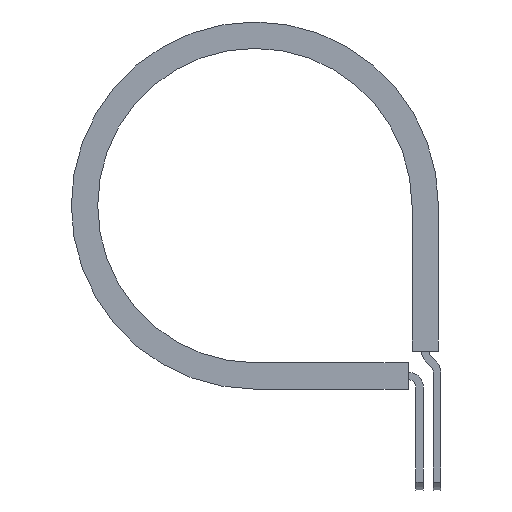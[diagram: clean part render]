
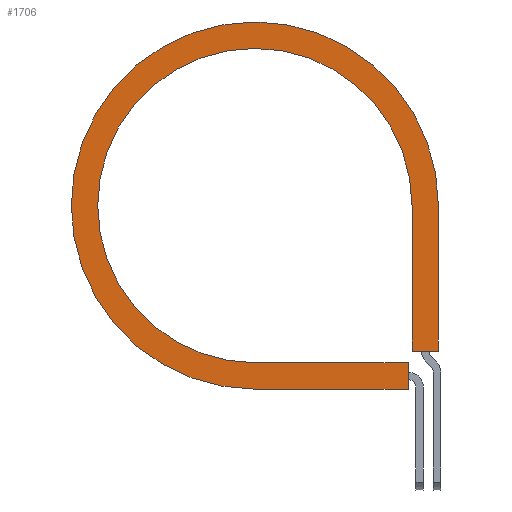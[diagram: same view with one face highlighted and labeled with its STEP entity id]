
A CAD part, front view. The second image highlights one B-rep face of the part: STEP entity #1706.
In plain terms, the highlighted planar face has unit normal (0, -1, 0).
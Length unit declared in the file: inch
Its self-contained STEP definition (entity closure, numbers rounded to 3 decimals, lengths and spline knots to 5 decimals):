
#21 = EDGE_CURVE ( 'NONE', #684, #165, #99, .T. ) ;
#87 = CARTESIAN_POINT ( 'NONE',  ( 1., -0.31, 0. ) ) ;
#97 = CARTESIAN_POINT ( 'NONE',  ( 1., -0.31, 0. ) ) ;
#99 = LINE ( 'NONE', #1648, #1504 ) ;
#100 = CARTESIAN_POINT ( 'NONE',  ( 0.9747, -0.31, -1.168 ) ) ;
#155 = ORIENTED_EDGE ( 'NONE', *, *, #327, .F. ) ;
#165 = VERTEX_POINT ( 'NONE', #278 ) ;
#175 = DIRECTION ( 'NONE',  ( 0., 0., -1. ) ) ;
#184 = ORIENTED_EDGE ( 'NONE', *, *, #1623, .F. ) ;
#232 = VECTOR ( 'NONE', #1285, 39.37008 ) ;
#236 = DIRECTION ( 'NONE',  ( 0., 0., -1. ) ) ;
#278 = CARTESIAN_POINT ( 'NONE',  ( 0.9747, -0.31, -1. ) ) ;
#327 = EDGE_CURVE ( 'NONE', #507, #1404, #1259, .T. ) ;
#372 = PLANE ( 'NONE',  #1331 ) ;
#473 = DIRECTION ( 'NONE',  ( 0., 0., -1. ) ) ;
#506 = FACE_OUTER_BOUND ( 'NONE', #692, .T. ) ;
#507 = VERTEX_POINT ( 'NONE', #669 ) ;
#566 = CARTESIAN_POINT ( 'NONE',  ( 0., -0.31, -1.168 ) ) ;
#589 = CARTESIAN_POINT ( 'NONE',  ( 1., -0.31, 0. ) ) ;
#593 = VECTOR ( 'NONE', #903, 39.37008 ) ;
#661 = CARTESIAN_POINT ( 'NONE',  ( 0., -0.31, 0. ) ) ;
#669 = CARTESIAN_POINT ( 'NONE',  ( 1.168, -0.31, 0. ) ) ;
#672 = LINE ( 'NONE', #702, #1348 ) ;
#684 = VERTEX_POINT ( 'NONE', #982 ) ;
#692 = EDGE_LOOP ( 'NONE', ( #184, #155, #1582, #988, #865, #1421, #872, #703 ) ) ;
#702 = CARTESIAN_POINT ( 'NONE',  ( 0.9747, -0.31, -1. ) ) ;
#703 = ORIENTED_EDGE ( 'NONE', *, *, #1362, .T. ) ;
#731 = LINE ( 'NONE', #589, #1754 ) ;
#757 = CARTESIAN_POINT ( 'NONE',  ( 1.168, -0.31, 0. ) ) ;
#763 = CARTESIAN_POINT ( 'NONE',  ( 1., -0.31, -0.92565 ) ) ;
#799 = DIRECTION ( 'NONE',  ( 0., 0., -1. ) ) ;
#802 = DIRECTION ( 'NONE',  ( 0., -1., 0. ) ) ;
#865 = ORIENTED_EDGE ( 'NONE', *, *, #1261, .T. ) ;
#872 = ORIENTED_EDGE ( 'NONE', *, *, #1060, .F. ) ;
#903 = DIRECTION ( 'NONE',  ( -1., 0., 0. ) ) ;
#921 = VERTEX_POINT ( 'NONE', #1035 ) ;
#982 = CARTESIAN_POINT ( 'NONE',  ( 0., -0.31, -1. ) ) ;
#988 = ORIENTED_EDGE ( 'NONE', *, *, #1452, .T. ) ;
#1012 = VERTEX_POINT ( 'NONE', #100 ) ;
#1035 = CARTESIAN_POINT ( 'NONE',  ( 1., -0.31, -0.92565 ) ) ;
#1060 = EDGE_CURVE ( 'NONE', #1664, #684, #1563, .T. ) ;
#1062 = DIRECTION ( 'NONE',  ( 0., -1., 0. ) ) ;
#1141 = CARTESIAN_POINT ( 'NONE',  ( 1.168, -0.31, -0.92565 ) ) ;
#1158 = CARTESIAN_POINT ( 'NONE',  ( 0., -0.31, -1.168 ) ) ;
#1221 = VECTOR ( 'NONE', #473, 39.37008 ) ;
#1259 = LINE ( 'NONE', #757, #1221 ) ;
#1261 = EDGE_CURVE ( 'NONE', #1012, #165, #672, .T. ) ;
#1285 = DIRECTION ( 'NONE',  ( 1., 0., 0. ) ) ;
#1294 = VERTEX_POINT ( 'NONE', #566 ) ;
#1320 = LINE ( 'NONE', #1158, #232 ) ;
#1331 = AXIS2_PLACEMENT_3D ( 'NONE', #97, #1062, #236 ) ;
#1348 = VECTOR ( 'NONE', #1511, 39.37008 ) ;
#1362 = EDGE_CURVE ( 'NONE', #1664, #921, #731, .T. ) ;
#1404 = VERTEX_POINT ( 'NONE', #1141 ) ;
#1421 = ORIENTED_EDGE ( 'NONE', *, *, #21, .F. ) ;
#1452 = EDGE_CURVE ( 'NONE', #1294, #1012, #1320, .T. ) ;
#1504 = VECTOR ( 'NONE', #1565, 39.37008 ) ;
#1508 = AXIS2_PLACEMENT_3D ( 'NONE', #661, #1595, #799 ) ;
#1511 = DIRECTION ( 'NONE',  ( 0., 0., 1. ) ) ;
#1563 = CIRCLE ( 'NONE', #1637, 1. ) ;
#1565 = DIRECTION ( 'NONE',  ( 1., 0., 0. ) ) ;
#1582 = ORIENTED_EDGE ( 'NONE', *, *, #1736, .T. ) ;
#1595 = DIRECTION ( 'NONE',  ( 0., -1., 0. ) ) ;
#1597 = CARTESIAN_POINT ( 'NONE',  ( 0., -0.31, 0. ) ) ;
#1623 = EDGE_CURVE ( 'NONE', #1404, #921, #1663, .T. ) ;
#1637 = AXIS2_PLACEMENT_3D ( 'NONE', #1597, #802, #1735 ) ;
#1648 = CARTESIAN_POINT ( 'NONE',  ( 0., -0.31, -1. ) ) ;
#1663 = LINE ( 'NONE', #763, #593 ) ;
#1664 = VERTEX_POINT ( 'NONE', #87 ) ;
#1706 = ADVANCED_FACE ( 'NONE', ( #506 ), #372, .T. ) ;
#1730 = CIRCLE ( 'NONE', #1508, 1.168 ) ;
#1735 = DIRECTION ( 'NONE',  ( 0., 0., -1. ) ) ;
#1736 = EDGE_CURVE ( 'NONE', #507, #1294, #1730, .T. ) ;
#1754 = VECTOR ( 'NONE', #175, 39.37008 ) ;
